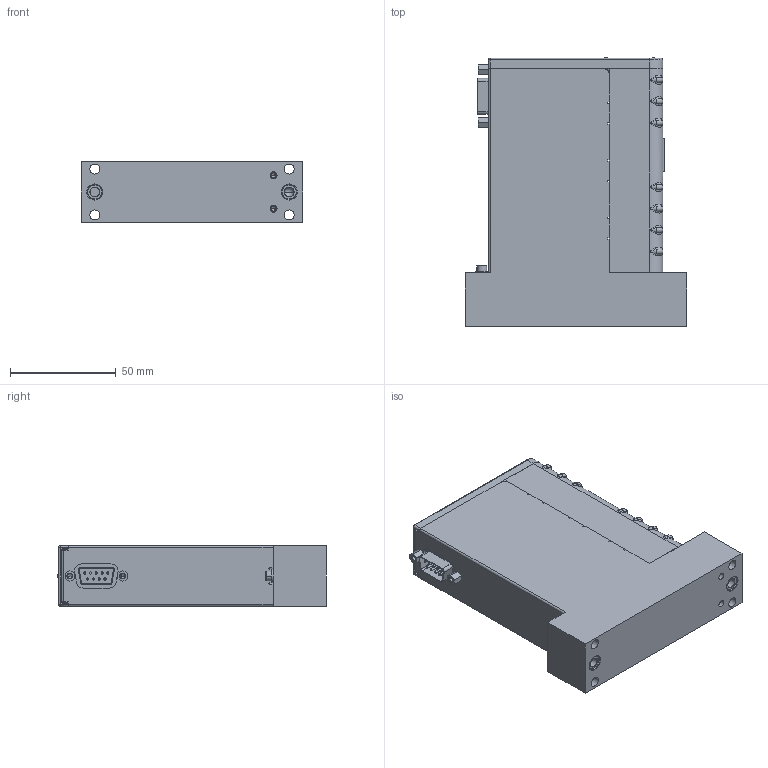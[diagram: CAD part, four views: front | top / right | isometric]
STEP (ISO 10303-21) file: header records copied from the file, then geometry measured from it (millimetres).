
FILE_DESCRIPTION((''),'2;1');
FILE_NAME('PFCA_9PIN_DWNMNT_SW0001','2007-04-12T',('CockrofM'),('MKS Instruments, Inc.'),'PRO/ENGINEER BY PARAMETRIC TECHNOLOGY CORPORATION, 2005030','PRO/ENGINEER BY PARAMETRIC TECHNOLOGY CORPORATION, 2005030','');
FILE_SCHEMA(('CONFIG_CONTROL_DESIGN'));
Length unit declared in the file: inch
Products named in the file (1): PFCA_9PIN_DWNMNT_SW0001
Bounding box: 104.9 x 127 x 28.57 mm (x, y, z)
Volume: 106280.4 mm3; surface area: 67101.1 mm2
Topology: 13 solids, 13 shells, 872 faces, 2169 edges, 1279 vertices
Faces by surface type: plane 329, cylinder 245, bspline 230, cone 44, torus 18, sphere 6
Entity records: 42170 total; most frequent: CARTESIAN_POINT 23511, ORIENTED_EDGE 4186, DIRECTION 3239, EDGE_CURVE 2093, VERTEX_POINT 1336, AXIS2_PLACEMENT_3D 1083, VECTOR 1073, LINE 1073
